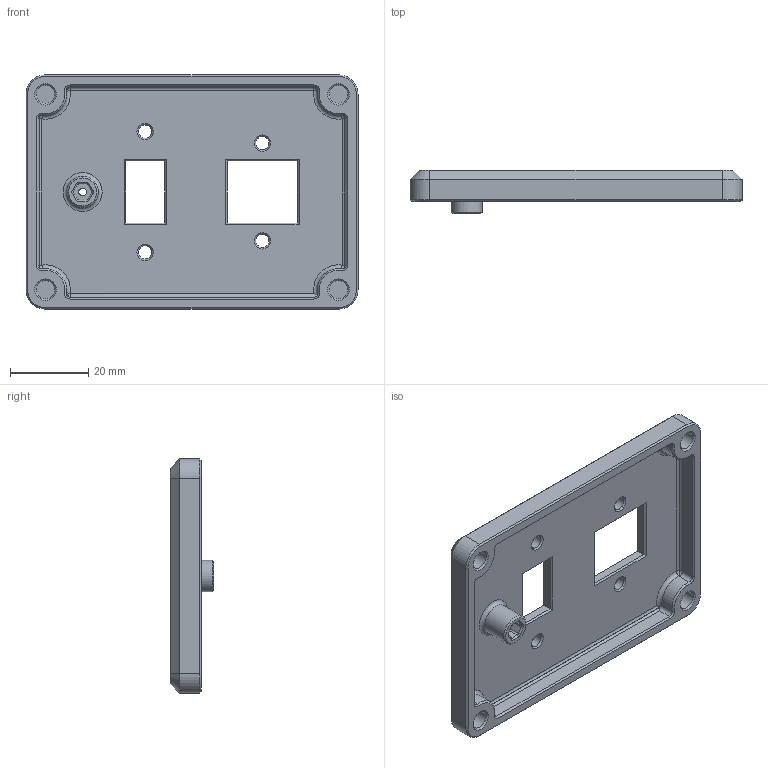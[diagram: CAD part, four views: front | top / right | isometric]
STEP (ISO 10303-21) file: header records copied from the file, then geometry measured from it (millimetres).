
FILE_DESCRIPTION(/* description */ (''),/* implementation_level */ '2;1');
FILE_NAME(/* name */ 'Electronics_Box_Plate_USB_Eth_PTFE.step',/* time_stamp */ '2022-02-23T19:41:26+01:00',/* author */ (''),/* organization */ (''),/* preprocessor_version */ 'ST-DEVELOPER v18.1',/* originating_system */ 'Autodesk Translation Framework v10.13.0.1454',/* authorisation */ '');
FILE_SCHEMA (('AUTOMOTIVE_DESIGN { 1 0 10303 214 3 1 1 }'));
Length unit declared in the file: millimetre
Products named in the file (1): Electronics_Box_Plate_USB_Eth_PTFE
Bounding box: 85 x 11.2 x 60 mm (x, y, z)
Volume: 17768.7 mm3; surface area: 13201.6 mm2
Topology: 1 solids, 1 shells, 211 faces, 479 edges, 270 vertices
Faces by surface type: plane 93, cone 46, cylinder 46, sphere 14, bspline 7, torus 5
Full cylindrical faces by diameter (mm): 2 x1, 3.4 x4, 4.7 x4, 8 x1
Entity records: 5873 total; most frequent: DIRECTION 1072, CARTESIAN_POINT 1045, ORIENTED_EDGE 944, EDGE_CURVE 472, AXIS2_PLACEMENT_3D 397, LINE 278, VECTOR 278, VERTEX_POINT 270
